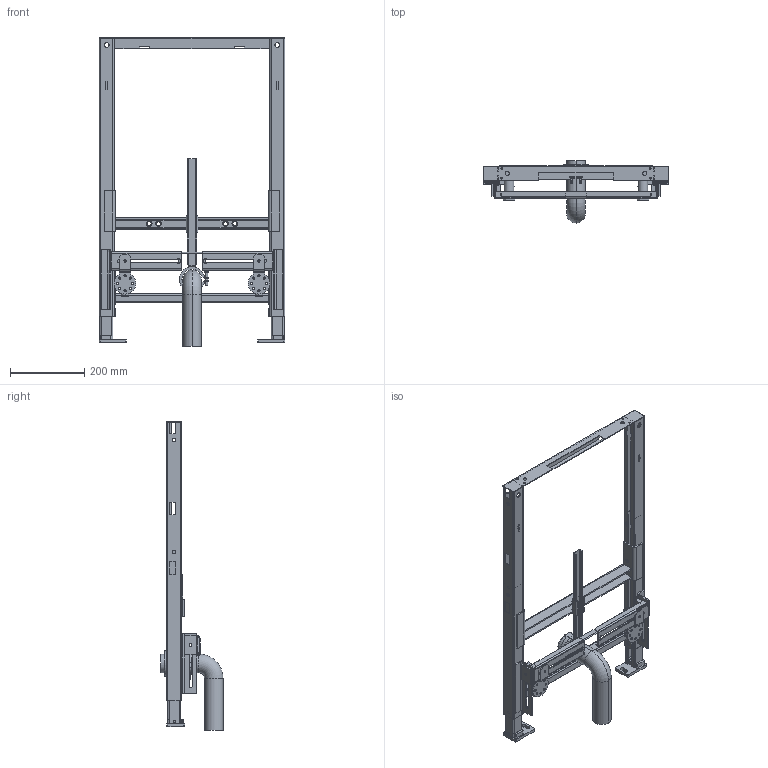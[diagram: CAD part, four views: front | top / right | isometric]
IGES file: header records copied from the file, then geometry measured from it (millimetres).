
Global section: file name: No Iges File Name specified; native system: Autodesk Inventor 2012; preprocessor: AutoDesk Inventor Iges Exporter R2012; author: ml; date: 20130316.132728; units: millimetre
Bounding box: 499 x 167 x 830 mm (x, y, z)
Volume: 1520775.1 mm3; surface area: 1263623.7 mm2
Topology: 27 solids, 28 shells, 869 faces, 2338 edges, 1529 vertices
Faces by surface type: plane 496, revolution 222, cylinder 139, cone 8, bspline 2, torus 2
